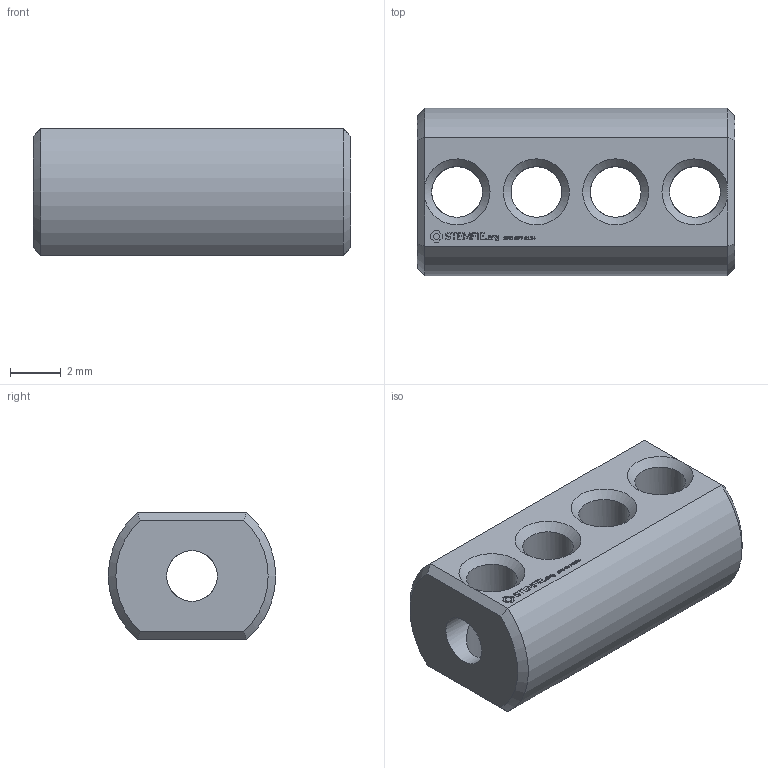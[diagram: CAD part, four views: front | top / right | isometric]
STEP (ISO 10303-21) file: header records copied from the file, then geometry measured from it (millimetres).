
FILE_DESCRIPTION(('FreeCAD Model'),'2;1');
FILE_NAME('Open CASCADE Shape Model','2024-06-18T00:07:55',(''),(''), 'Open CASCADE STEP processor 7.6','FreeCAD','Unknown');
FILE_SCHEMA(('AUTOMOTIVE_DESIGN { 1 0 10303 214 1 1 1 1 }'));
Length unit declared in the file: millimetre
Products named in the file (1): Shaft IDX BU01.00 - SPN-SFT-0124 (stemfie.org)
Bounding box: 12.5 x 6.6 x 5 mm (x, y, z)
Volume: 283.6 mm3; surface area: 403.1 mm2
Topology: 1 solids, 1 shells, 475 faces, 1341 edges, 886 vertices
Faces by surface type: plane 326, extrusion 122, cylinder 15, cone 12
Full cylindrical faces by diameter (mm): 2 x13
Entity records: 15379 total; most frequent: CARTESIAN_POINT 3435, ORIENTED_EDGE 2682, DIRECTION 2001, EDGE_CURVE 1341, VECTOR 1145, LINE 1023, VERTEX_POINT 886, FACE_BOUND 511
